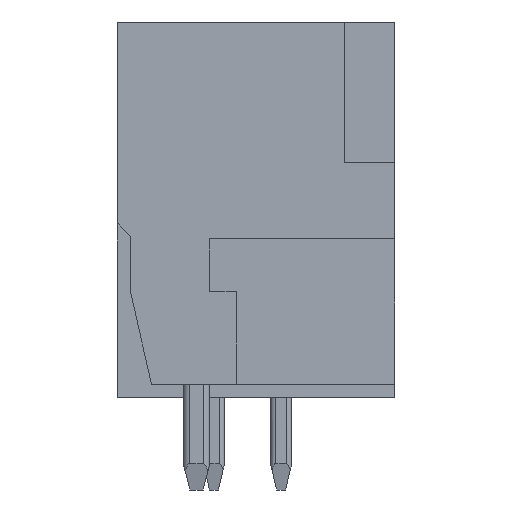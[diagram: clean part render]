
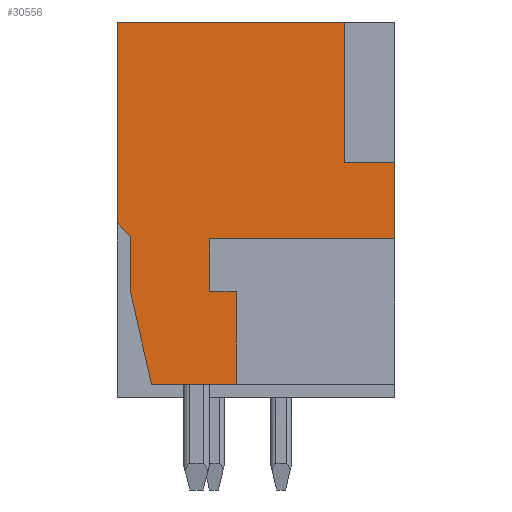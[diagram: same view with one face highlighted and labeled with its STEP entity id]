
A CAD part, front view. The second image highlights one B-rep face of the part: STEP entity #30556.
In plain terms, the highlighted planar face has unit normal (0, -1, 0).
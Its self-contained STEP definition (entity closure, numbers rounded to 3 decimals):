
#19=DIRECTION('',(1.,0.,0.));
#20=VECTOR('',#19,7.);
#21=CARTESIAN_POINT('',(-1.75,-63.47,-1.1));
#22=LINE('',#21,#20);
#546=DIRECTION('',(0.223,0.,-0.975));
#547=VECTOR('',#546,3.59);
#548=CARTESIAN_POINT('',(-4.75,-63.47,-3.1));
#549=LINE('',#548,#547);
#550=DIRECTION('',(0.,0.,1.));
#551=VECTOR('',#550,2.1);
#552=CARTESIAN_POINT('',(-4.75,-63.47,-3.1));
#553=LINE('',#552,#551);
#554=DIRECTION('',(0.707,0.,-0.707));
#555=VECTOR('',#554,0.707);
#556=CARTESIAN_POINT('',(-5.25,-63.47,-0.5));
#557=LINE('',#556,#555);
#558=DIRECTION('',(0.,0.,-1.));
#559=VECTOR('',#558,7.6);
#560=CARTESIAN_POINT('',(-5.25,-63.47,7.1));
#561=LINE('',#560,#559);
#562=DIRECTION('',(-1.,0.,0.));
#563=VECTOR('',#562,8.6);
#564=CARTESIAN_POINT('',(3.35,-63.47,7.1));
#565=LINE('',#564,#563);
#566=DIRECTION('',(0.,0.,-1.));
#567=VECTOR('',#566,5.3);
#568=CARTESIAN_POINT('',(3.35,-63.47,7.1));
#569=LINE('',#568,#567);
#570=DIRECTION('',(-1.,0.,0.));
#571=VECTOR('',#570,1.9);
#572=CARTESIAN_POINT('',(5.25,-63.47,1.8));
#573=LINE('',#572,#571);
#574=DIRECTION('',(0.,0.,1.));
#575=VECTOR('',#574,2.9);
#576=CARTESIAN_POINT('',(5.25,-63.47,-1.1));
#577=LINE('',#576,#575);
#578=DIRECTION('',(0.,0.,-1.));
#579=VECTOR('',#578,2.);
#580=CARTESIAN_POINT('',(-1.75,-63.47,-1.1));
#581=LINE('',#580,#579);
#582=DIRECTION('',(1.,0.,0.));
#583=VECTOR('',#582,1.);
#584=CARTESIAN_POINT('',(-1.75,-63.47,-3.1));
#585=LINE('',#584,#583);
#586=DIRECTION('',(0.,0.,1.));
#587=VECTOR('',#586,3.5);
#588=CARTESIAN_POINT('',(-0.75,-63.47,-6.6));
#589=LINE('',#588,#587);
#590=DIRECTION('',(1.,0.,0.));
#591=VECTOR('',#590,3.2);
#592=CARTESIAN_POINT('',(-3.95,-63.47,-6.6));
#593=LINE('',#592,#591);
#23953=CARTESIAN_POINT('',(-5.25,-63.47,7.1));
#23955=VERTEX_POINT('',#23953);
#23983=CARTESIAN_POINT('',(3.35,-63.47,7.1));
#23984=VERTEX_POINT('',#23983);
#23985=CARTESIAN_POINT('',(5.25,-63.47,1.8));
#23987=VERTEX_POINT('',#23985);
#23995=CARTESIAN_POINT('',(3.35,-63.47,1.8));
#23996=VERTEX_POINT('',#23995);
#24035=CARTESIAN_POINT('',(5.25,-63.47,-1.1));
#24036=VERTEX_POINT('',#24035);
#24041=CARTESIAN_POINT('',(-1.75,-63.47,-3.1));
#24042=CARTESIAN_POINT('',(-0.75,-63.47,-3.1));
#24043=VERTEX_POINT('',#24041);
#24044=VERTEX_POINT('',#24042);
#24047=CARTESIAN_POINT('',(-0.75,-63.47,-6.6));
#24048=VERTEX_POINT('',#24047);
#24049=CARTESIAN_POINT('',(-1.75,-63.47,-1.1));
#24050=VERTEX_POINT('',#24049);
#24053=CARTESIAN_POINT('',(-5.25,-63.47,-0.5));
#24054=CARTESIAN_POINT('',(-4.75,-63.47,-1.));
#24055=VERTEX_POINT('',#24053);
#24056=VERTEX_POINT('',#24054);
#24069=CARTESIAN_POINT('',(-4.75,-63.47,-3.1));
#24070=CARTESIAN_POINT('',(-3.95,-63.47,-6.6));
#24071=VERTEX_POINT('',#24069);
#24072=VERTEX_POINT('',#24070);
#30528=CARTESIAN_POINT('',(0.,-63.47,0.));
#30529=DIRECTION('',(0.,-1.,0.));
#30530=DIRECTION('',(1.,0.,0.));
#30531=AXIS2_PLACEMENT_3D('',#30528,#30529,#30530);
#30532=PLANE('',#30531);
#30534=ORIENTED_EDGE('',*,*,#30533,.F.);
#30536=ORIENTED_EDGE('',*,*,#30535,.T.);
#30538=ORIENTED_EDGE('',*,*,#30537,.F.);
#30540=ORIENTED_EDGE('',*,*,#30539,.F.);
#30542=ORIENTED_EDGE('',*,*,#30541,.F.);
#30544=ORIENTED_EDGE('',*,*,#30543,.T.);
#30546=ORIENTED_EDGE('',*,*,#30545,.F.);
#30548=ORIENTED_EDGE('',*,*,#30547,.F.);
#30549=ORIENTED_EDGE('',*,*,#29900,.F.);
#30550=ORIENTED_EDGE('',*,*,#29929,.T.);
#30551=ORIENTED_EDGE('',*,*,#30523,.T.);
#30552=ORIENTED_EDGE('',*,*,#30510,.F.);
#30553=ORIENTED_EDGE('',*,*,#30092,.F.);
#30554=EDGE_LOOP('',(#30534,#30536,#30538,#30540,#30542,#30544,#30546,#30548,
#30549,#30550,#30551,#30552,#30553));
#30555=FACE_OUTER_BOUND('',#30554,.F.);
#30556=ADVANCED_FACE('',(#30555),#30532,.T.);
#29900=EDGE_CURVE('',#24050,#24036,#22,.T.);
#29929=EDGE_CURVE('',#24050,#24043,#581,.T.);
#30092=EDGE_CURVE('',#24072,#24048,#593,.T.);
#30510=EDGE_CURVE('',#24048,#24044,#589,.T.);
#30523=EDGE_CURVE('',#24043,#24044,#585,.T.);
#30533=EDGE_CURVE('',#24071,#24072,#549,.T.);
#30535=EDGE_CURVE('',#24071,#24056,#553,.T.);
#30537=EDGE_CURVE('',#24055,#24056,#557,.T.);
#30539=EDGE_CURVE('',#23955,#24055,#561,.T.);
#30541=EDGE_CURVE('',#23984,#23955,#565,.T.);
#30543=EDGE_CURVE('',#23984,#23996,#569,.T.);
#30545=EDGE_CURVE('',#23987,#23996,#573,.T.);
#30547=EDGE_CURVE('',#24036,#23987,#577,.T.);
